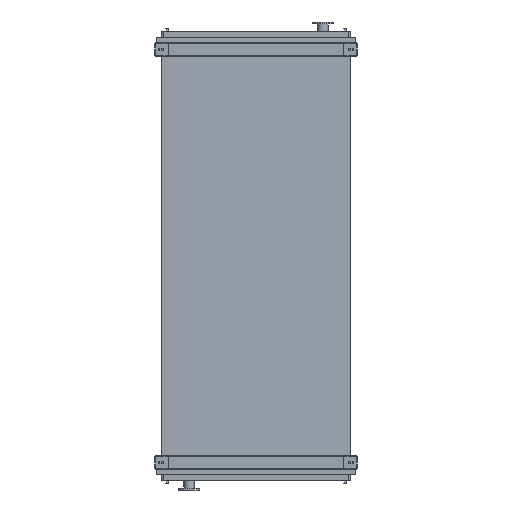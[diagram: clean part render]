
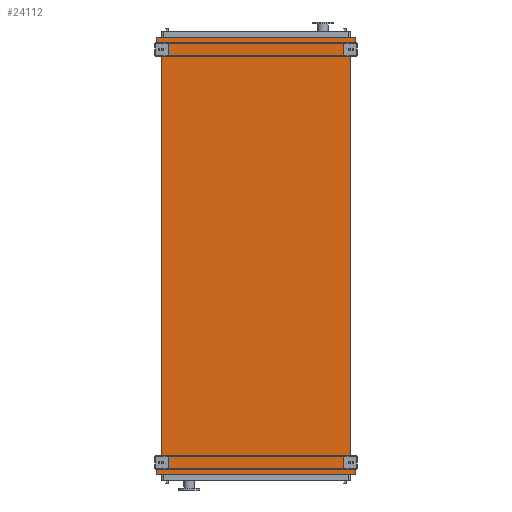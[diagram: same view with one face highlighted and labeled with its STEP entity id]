
A CAD part, front view. The second image highlights one B-rep face of the part: STEP entity #24112.
In plain terms, the highlighted planar face has unit normal (0, -1, 0).
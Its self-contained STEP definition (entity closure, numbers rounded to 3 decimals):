
#155 = DIRECTION ( 'NONE',  ( -1., 0., 0. ) ) ;
#394 = CARTESIAN_POINT ( 'NONE',  ( 965., 0., 0. ) ) ;
#464 = EDGE_CURVE ( 'NONE', #5424, #15899, #7178, .T. ) ;
#807 = DIRECTION ( 'NONE',  ( 0., 0., 1. ) ) ;
#965 = VERTEX_POINT ( 'NONE', #1753 ) ;
#1285 = VERTEX_POINT ( 'NONE', #7791 ) ;
#1652 = VECTOR ( 'NONE', #807, 1000. ) ;
#1732 = EDGE_CURVE ( 'NONE', #24226, #1285, #5586, .T. ) ;
#1753 = CARTESIAN_POINT ( 'NONE',  ( 1011., 0., 53. ) ) ;
#2158 = VERTEX_POINT ( 'NONE', #5681 ) ;
#2399 = FACE_OUTER_BOUND ( 'NONE', #6730, .T. ) ;
#2763 = ORIENTED_EDGE ( 'NONE', *, *, #1732, .F. ) ;
#2830 = CARTESIAN_POINT ( 'NONE',  ( -965., 0., -4250. ) ) ;
#3113 = DIRECTION ( 'NONE',  ( 0., 0., 1. ) ) ;
#3463 = EDGE_CURVE ( 'NONE', #18580, #2158, #19038, .T. ) ;
#3739 = VERTEX_POINT ( 'NONE', #14774 ) ;
#3849 = LINE ( 'NONE', #4410, #24240 ) ;
#4283 = LINE ( 'NONE', #11523, #9227 ) ;
#4410 = CARTESIAN_POINT ( 'NONE',  ( -1011., 0., 53. ) ) ;
#4726 = DIRECTION ( 'NONE',  ( 0., 0., -1. ) ) ;
#4752 = LINE ( 'NONE', #19263, #14234 ) ;
#4887 = DIRECTION ( 'NONE',  ( 0., 0., -1. ) ) ;
#5016 = LINE ( 'NONE', #10586, #19095 ) ;
#5424 = VERTEX_POINT ( 'NONE', #19677 ) ;
#5586 = LINE ( 'NONE', #12423, #10630 ) ;
#5681 = CARTESIAN_POINT ( 'NONE',  ( -965., 0., 0. ) ) ;
#5777 = LINE ( 'NONE', #20277, #20515 ) ;
#6285 = DIRECTION ( 'NONE',  ( 0., 0., 1. ) ) ;
#6730 = EDGE_LOOP ( 'NONE', ( #21664, #17070, #8008, #23451, #8599, #19509, #20729, #16142, #21362, #16764, #2763, #12817 ) ) ;
#6807 = LINE ( 'NONE', #23303, #11932 ) ;
#7178 = LINE ( 'NONE', #14044, #1652 ) ;
#7666 = CARTESIAN_POINT ( 'NONE',  ( -965., 0., -4250. ) ) ;
#7791 = CARTESIAN_POINT ( 'NONE',  ( 1011., 0., -4345. ) ) ;
#7867 = DIRECTION ( 'NONE',  ( -0.655, 0., 0.755 ) ) ;
#8008 = ORIENTED_EDGE ( 'NONE', *, *, #21494, .F. ) ;
#8080 = CARTESIAN_POINT ( 'NONE',  ( 1011., 0., 53. ) ) ;
#8321 = CARTESIAN_POINT ( 'NONE',  ( -965., 0., -4250. ) ) ;
#8333 = CARTESIAN_POINT ( 'NONE',  ( -1011., 0., 53. ) ) ;
#8599 = ORIENTED_EDGE ( 'NONE', *, *, #23569, .F. ) ;
#8733 = VECTOR ( 'NONE', #14105, 1000. ) ;
#8780 = DIRECTION ( 'NONE',  ( 0.655, 0., -0.755 ) ) ;
#9120 = LINE ( 'NONE', #11703, #18832 ) ;
#9227 = VECTOR ( 'NONE', #155, 1000. ) ;
#10586 = CARTESIAN_POINT ( 'NONE',  ( -1011., 0., 95. ) ) ;
#10630 = VECTOR ( 'NONE', #4887, 1000. ) ;
#10759 = CARTESIAN_POINT ( 'NONE',  ( 965., 0., -4250. ) ) ;
#11523 = CARTESIAN_POINT ( 'NONE',  ( 1011., 0., -4345. ) ) ;
#11703 = CARTESIAN_POINT ( 'NONE',  ( -965., 0., 0. ) ) ;
#11730 = DIRECTION ( 'NONE',  ( 0., 0., -1. ) ) ;
#11932 = VECTOR ( 'NONE', #11730, 1000. ) ;
#11985 = DIRECTION ( 'NONE',  ( -0.655, 0., -0.755 ) ) ;
#12390 = CARTESIAN_POINT ( 'NONE',  ( 1011., 0., 95. ) ) ;
#12423 = CARTESIAN_POINT ( 'NONE',  ( 1011., 0., -4303. ) ) ;
#12507 = VERTEX_POINT ( 'NONE', #14824 ) ;
#12516 = DIRECTION ( 'NONE',  ( 1., 0., 0. ) ) ;
#12817 = ORIENTED_EDGE ( 'NONE', *, *, #21982, .F. ) ;
#13111 = VERTEX_POINT ( 'NONE', #12390 ) ;
#14044 = CARTESIAN_POINT ( 'NONE',  ( -1011., 0., -4345. ) ) ;
#14105 = DIRECTION ( 'NONE',  ( 0., 0., 1. ) ) ;
#14234 = VECTOR ( 'NONE', #23177, 1000. ) ;
#14457 = VERTEX_POINT ( 'NONE', #394 ) ;
#14774 = CARTESIAN_POINT ( 'NONE',  ( 965., 0., -4250. ) ) ;
#14824 = CARTESIAN_POINT ( 'NONE',  ( -1011., 0., 95. ) ) ;
#14880 = LINE ( 'NONE', #10759, #24584 ) ;
#15181 = VERTEX_POINT ( 'NONE', #8333 ) ;
#15899 = VERTEX_POINT ( 'NONE', #22772 ) ;
#16119 = DIRECTION ( 'NONE',  ( 0., -1., 0. ) ) ;
#16142 = ORIENTED_EDGE ( 'NONE', *, *, #24501, .F. ) ;
#16752 = EDGE_CURVE ( 'NONE', #12507, #13111, #5016, .T. ) ;
#16764 = ORIENTED_EDGE ( 'NONE', *, *, #19686, .F. ) ;
#17070 = ORIENTED_EDGE ( 'NONE', *, *, #20990, .F. ) ;
#17071 = VECTOR ( 'NONE', #11985, 1000. ) ;
#18580 = VERTEX_POINT ( 'NONE', #7666 ) ;
#18832 = VECTOR ( 'NONE', #7867, 1000. ) ;
#18848 = EDGE_CURVE ( 'NONE', #3739, #14457, #5777, .T. ) ;
#19038 = LINE ( 'NONE', #8321, #8733 ) ;
#19095 = VECTOR ( 'NONE', #12516, 1000. ) ;
#19263 = CARTESIAN_POINT ( 'NONE',  ( -1011., 0., -4303. ) ) ;
#19509 = ORIENTED_EDGE ( 'NONE', *, *, #24033, .F. ) ;
#19677 = CARTESIAN_POINT ( 'NONE',  ( -1011., 0., -4345. ) ) ;
#19686 = EDGE_CURVE ( 'NONE', #1285, #5424, #4283, .T. ) ;
#20277 = CARTESIAN_POINT ( 'NONE',  ( 965., 0., -4250. ) ) ;
#20309 = CARTESIAN_POINT ( 'NONE',  ( 1011., 0., -4303. ) ) ;
#20515 = VECTOR ( 'NONE', #3113, 1000. ) ;
#20729 = ORIENTED_EDGE ( 'NONE', *, *, #3463, .F. ) ;
#20990 = EDGE_CURVE ( 'NONE', #965, #14457, #22273, .T. ) ;
#21362 = ORIENTED_EDGE ( 'NONE', *, *, #464, .F. ) ;
#21494 = EDGE_CURVE ( 'NONE', #13111, #965, #6807, .T. ) ;
#21664 = ORIENTED_EDGE ( 'NONE', *, *, #18848, .T. ) ;
#21909 = AXIS2_PLACEMENT_3D ( 'NONE', #2830, #16119, #4726 ) ;
#21982 = EDGE_CURVE ( 'NONE', #3739, #24226, #14880, .T. ) ;
#22273 = LINE ( 'NONE', #8080, #17071 ) ;
#22772 = CARTESIAN_POINT ( 'NONE',  ( -1011., 0., -4303. ) ) ;
#23177 = DIRECTION ( 'NONE',  ( 0.655, 0., 0.755 ) ) ;
#23303 = CARTESIAN_POINT ( 'NONE',  ( 1011., 0., 95. ) ) ;
#23451 = ORIENTED_EDGE ( 'NONE', *, *, #16752, .F. ) ;
#23529 = PLANE ( 'NONE',  #21909 ) ;
#23569 = EDGE_CURVE ( 'NONE', #15181, #12507, #3849, .T. ) ;
#24033 = EDGE_CURVE ( 'NONE', #2158, #15181, #9120, .T. ) ;
#24112 = ADVANCED_FACE ( 'NONE', ( #2399 ), #23529, .T. ) ;
#24226 = VERTEX_POINT ( 'NONE', #20309 ) ;
#24240 = VECTOR ( 'NONE', #6285, 1000. ) ;
#24501 = EDGE_CURVE ( 'NONE', #15899, #18580, #4752, .T. ) ;
#24584 = VECTOR ( 'NONE', #8780, 1000. ) ;
